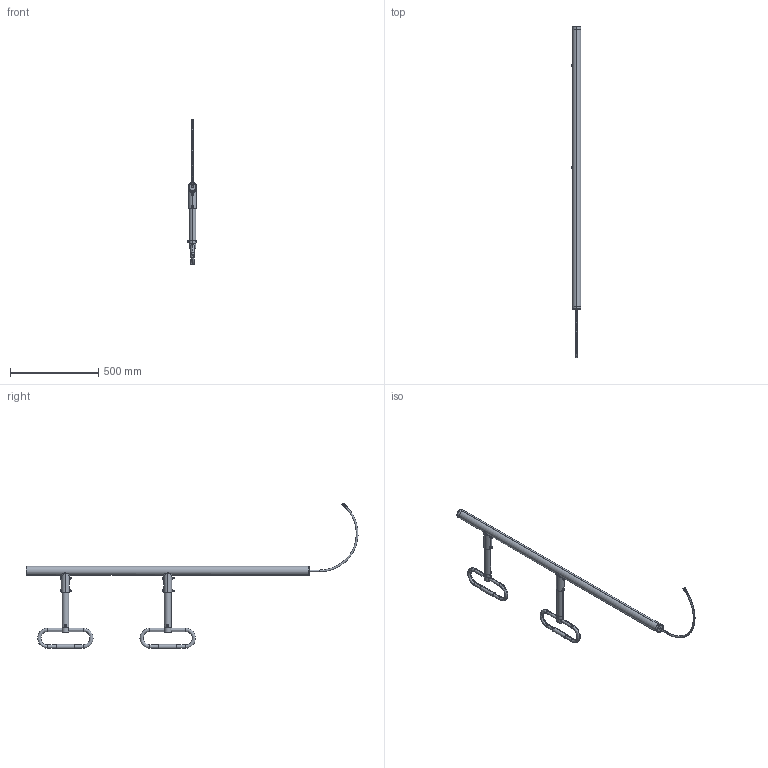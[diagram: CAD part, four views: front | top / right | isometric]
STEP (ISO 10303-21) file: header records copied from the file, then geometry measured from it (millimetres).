
FILE_DESCRIPTION (( 'STEP AP214' ), '1' );
FILE_NAME ('PEANED1006_3D.STEP', '2022-04-01T21:39:43', ( '' ), ( '' ), 'SwSTEP 2.0', 'SolidWorks 2021', '' );
FILE_SCHEMA (( 'AUTOMOTIVE_DESIGN' ));
Length unit declared in the file: inch
Products named in the file (17): DIANPIAN_61; PEANED1006_3D; U3HZ6WC-2_01; U3HZ6WC-315; ANF-1406_CENTERPIN; GAIZI; U3HZ6WC-2_05; ANF-1406_BODY; HM6X50; U3HZ6WC-2_04; TANJIE_61; GAIZI2; U3HZ6WC-2_03_ASM; LUOMU_M61; U3HZ6WC-300; HM6X60; ANF-1406
Assembly tree (26 placements, depth 3):
  PEANED1006_3D
    U3HZ6WC-2_01
    U3HZ6WC-2_03_ASM  x2
      U3HZ6WC-300
      U3HZ6WC-2_04
      U3HZ6WC-315
      HM6X50
      DIANPIAN_61
      TANJIE_61
      LUOMU_M61
      HM6X60
    U3HZ6WC-2_05
    GAIZI
    GAIZI2
    ANF-1406
      ANF-1406_BODY
      ANF-1406_CENTERPIN
Bounding box: 56 x 1881.27 x 825.27 mm (x, y, z)
Volume: 1322175.3 mm3; surface area: 902846.1 mm2
Topology: 40 solids, 40 shells, 946 faces, 2572 edges, 1722 vertices
Faces by surface type: cylinder 346, bspline 234, plane 216, cone 150
Entity records: 55058 total; most frequent: CARTESIAN_POINT 39836, ORIENTED_EDGE 2184, DIRECTION 1562, EDGE_CURVE 1092, VERTEX_POINT 727, AXIS2_PLACEMENT_3D 640, B_SPLINE_CURVE_WITH_KNOTS 514, EDGE_LOOP 473
